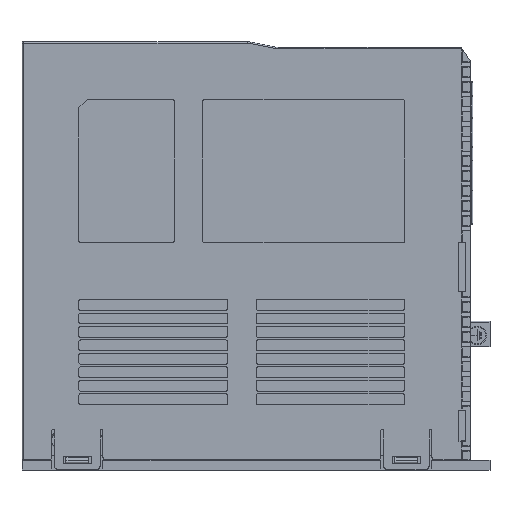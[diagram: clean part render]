
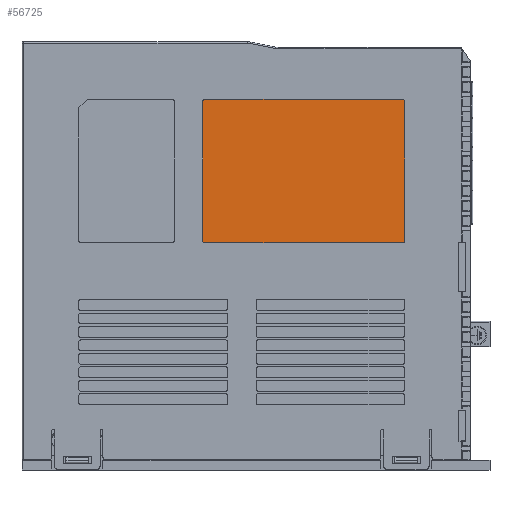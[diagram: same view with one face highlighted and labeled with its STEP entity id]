
A CAD part, top view. The second image highlights one B-rep face of the part: STEP entity #56725.
In plain terms, the highlighted planar face has unit normal (0, 0, 1).
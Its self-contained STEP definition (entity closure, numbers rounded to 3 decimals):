
#8543=CARTESIAN_POINT('',(-13.06,80.9,20.7));
#8544=DIRECTION('',(0.,0.,-1.));
#8545=DIRECTION('',(0.,-1.,0.));
#8546=AXIS2_PLACEMENT_3D('',#8543,#8544,#8545);
#8548=DIRECTION('',(0.,1.,0.));
#8549=VECTOR('',#8548,49.);
#8550=CARTESIAN_POINT('',(-13.86,80.9,20.7));
#8551=LINE('',#8550,#8549);
#8552=CARTESIAN_POINT('',(-13.06,129.9,20.7));
#8553=DIRECTION('',(0.,0.,-1.));
#8554=DIRECTION('',(-1.,0.,0.));
#8555=AXIS2_PLACEMENT_3D('',#8552,#8553,#8554);
#8557=DIRECTION('',(1.,0.,0.));
#8558=VECTOR('',#8557,69.72);
#8559=CARTESIAN_POINT('',(-13.06,130.7,20.7));
#8560=LINE('',#8559,#8558);
#8561=CARTESIAN_POINT('',(56.66,129.9,20.7));
#8562=DIRECTION('',(0.,0.,-1.));
#8563=DIRECTION('',(0.,1.,0.));
#8564=AXIS2_PLACEMENT_3D('',#8561,#8562,#8563);
#8566=DIRECTION('',(0.,-1.,0.));
#8567=VECTOR('',#8566,49.);
#8568=CARTESIAN_POINT('',(57.46,129.9,20.7));
#8569=LINE('',#8568,#8567);
#8570=CARTESIAN_POINT('',(56.66,80.9,20.7));
#8571=DIRECTION('',(0.,0.,-1.));
#8572=DIRECTION('',(1.,0.,0.));
#8573=AXIS2_PLACEMENT_3D('',#8570,#8571,#8572);
#8575=DIRECTION('',(-1.,0.,0.));
#8576=VECTOR('',#8575,69.72);
#8577=CARTESIAN_POINT('',(56.66,80.1,20.7));
#8578=LINE('',#8577,#8576);
#34533=CARTESIAN_POINT('',(-13.86,80.9,20.7));
#34534=VERTEX_POINT('',#34533);
#34535=CARTESIAN_POINT('',(-13.86,129.9,20.7));
#34536=VERTEX_POINT('',#34535);
#34537=CARTESIAN_POINT('',(-13.06,80.1,20.7));
#34538=VERTEX_POINT('',#34537);
#34539=CARTESIAN_POINT('',(-13.06,130.7,20.7));
#34540=VERTEX_POINT('',#34539);
#34541=CARTESIAN_POINT('',(56.66,130.7,20.7));
#34542=VERTEX_POINT('',#34541);
#34543=CARTESIAN_POINT('',(57.46,129.9,20.7));
#34544=VERTEX_POINT('',#34543);
#34545=CARTESIAN_POINT('',(57.46,80.9,20.7));
#34546=VERTEX_POINT('',#34545);
#34547=CARTESIAN_POINT('',(56.66,80.1,20.7));
#34548=VERTEX_POINT('',#34547);
#56704=CARTESIAN_POINT('',(0.,149.,20.7));
#56705=DIRECTION('',(0.,0.,1.));
#56706=DIRECTION('',(1.,0.,0.));
#56707=AXIS2_PLACEMENT_3D('',#56704,#56705,#56706);
#56708=PLANE('',#56707);
#56709=ORIENTED_EDGE('',*,*,#56688,.T.);
#56710=ORIENTED_EDGE('',*,*,#56671,.T.);
#56712=ORIENTED_EDGE('',*,*,#56711,.T.);
#56714=ORIENTED_EDGE('',*,*,#56713,.T.);
#56716=ORIENTED_EDGE('',*,*,#56715,.T.);
#56718=ORIENTED_EDGE('',*,*,#56717,.T.);
#56720=ORIENTED_EDGE('',*,*,#56719,.T.);
#56722=ORIENTED_EDGE('',*,*,#56721,.T.);
#56723=EDGE_LOOP('',(#56709,#56710,#56712,#56714,#56716,#56718,#56720,#56722));
#56724=FACE_OUTER_BOUND('',#56723,.F.);
#8547=CIRCLE('',#8546,0.8);
#8556=CIRCLE('',#8555,0.8);
#8565=CIRCLE('',#8564,0.8);
#8574=CIRCLE('',#8573,0.8);
#56671=EDGE_CURVE('',#34534,#34536,#8551,.T.);
#56688=EDGE_CURVE('',#34538,#34534,#8547,.T.);
#56711=EDGE_CURVE('',#34536,#34540,#8556,.T.);
#56713=EDGE_CURVE('',#34540,#34542,#8560,.T.);
#56715=EDGE_CURVE('',#34542,#34544,#8565,.T.);
#56717=EDGE_CURVE('',#34544,#34546,#8569,.T.);
#56719=EDGE_CURVE('',#34546,#34548,#8574,.T.);
#56721=EDGE_CURVE('',#34548,#34538,#8578,.T.);
#56725=ADVANCED_FACE('',(#56724),#56708,.T.);
